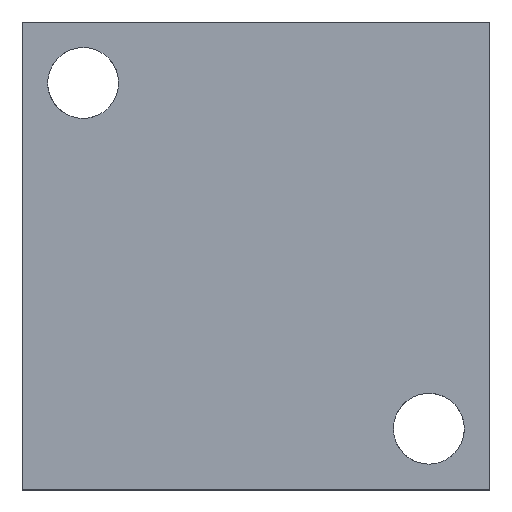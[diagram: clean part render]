
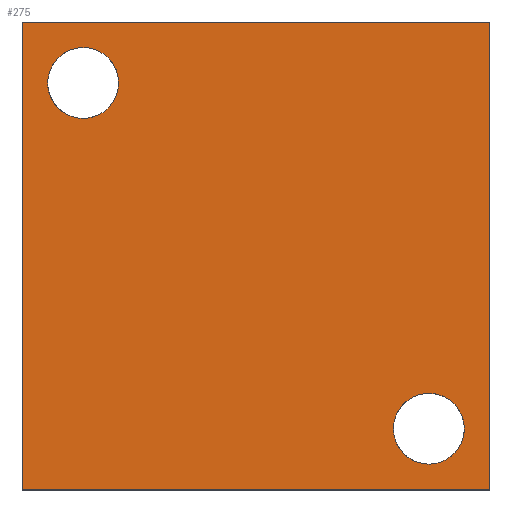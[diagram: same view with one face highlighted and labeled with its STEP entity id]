
A CAD part, top view. The second image highlights one B-rep face of the part: STEP entity #275.
In plain terms, the highlighted free-form (B-spline) face has degree [1, 1] with [2, 2] control points.
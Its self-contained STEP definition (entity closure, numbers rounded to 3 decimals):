
#21 = EDGE_CURVE('',#22,#22,#24,.T.);
#22 = VERTEX_POINT('',#23);
#23 = CARTESIAN_POINT('',(-142.163,117.985,135.393)
  );
#24 = ( BOUNDED_CURVE() B_SPLINE_CURVE(2,(#25,#26,#27,#28,#29,#30,#31),
.UNSPECIFIED.,.T.,.F.) B_SPLINE_CURVE_WITH_KNOTS((3,2,2,3),(
    3.142,5.236,7.33,9.425),
.PIECEWISE_BEZIER_KNOTS.) CURVE() GEOMETRIC_REPRESENTATION_ITEM() 
RATIONAL_B_SPLINE_CURVE((1.,0.5,1.,0.5,1.,0.5,1.)) REPRESENTATION_ITEM(
  '') );
#25 = CARTESIAN_POINT('',(-142.163,117.985,135.393)
  );
#26 = CARTESIAN_POINT('',(-142.163,159.862,135.393)
  );
#27 = CARTESIAN_POINT('',(-105.897,138.924,135.393
    ));
#28 = CARTESIAN_POINT('',(-69.631,117.985,135.393
    ));
#29 = CARTESIAN_POINT('',(-105.897,97.047,135.393)
  );
#30 = CARTESIAN_POINT('',(-142.163,76.109,135.393)
  );
#31 = CARTESIAN_POINT('',(-142.163,117.985,135.393)
  );
#73 = EDGE_CURVE('',#74,#74,#76,.T.);
#74 = VERTEX_POINT('',#75);
#75 = CARTESIAN_POINT('',(93.808,-117.985,135.393
    ));
#76 = ( BOUNDED_CURVE() B_SPLINE_CURVE(2,(#77,#78,#79,#80,#81,#82,#83),
.UNSPECIFIED.,.T.,.F.) B_SPLINE_CURVE_WITH_KNOTS((3,2,2,3),(
    3.142,5.236,7.33,9.425),
.PIECEWISE_BEZIER_KNOTS.) CURVE() GEOMETRIC_REPRESENTATION_ITEM() 
RATIONAL_B_SPLINE_CURVE((1.,0.5,1.,0.5,1.,0.5,1.)) REPRESENTATION_ITEM(
  '') );
#77 = CARTESIAN_POINT('',(93.808,-117.985,135.393
    ));
#78 = CARTESIAN_POINT('',(93.808,-76.109,135.393
    ));
#79 = CARTESIAN_POINT('',(130.074,-97.047,135.393
    ));
#80 = CARTESIAN_POINT('',(166.34,-117.985,135.393
    ));
#81 = CARTESIAN_POINT('',(130.074,-138.924,135.393)
  );
#82 = CARTESIAN_POINT('',(93.808,-159.862,135.393
    ));
#83 = CARTESIAN_POINT('',(93.808,-117.985,135.393
    ));
#275 = ADVANCED_FACE('',(#276,#306,#309),#312,.T.);
#276 = FACE_BOUND('',#277,.T.);
#277 = EDGE_LOOP('',(#278,#287,#294,#301));
#278 = ORIENTED_EDGE('',*,*,#279,.F.);
#279 = EDGE_CURVE('',#280,#282,#284,.T.);
#280 = VERTEX_POINT('',#281);
#281 = CARTESIAN_POINT('',(159.57,-159.57,
    135.393));
#282 = VERTEX_POINT('',#283);
#283 = CARTESIAN_POINT('',(-159.57,-159.57,
    135.393));
#284 = B_SPLINE_CURVE_WITH_KNOTS('',1,(#285,#286),.UNSPECIFIED.,.F.,.F.,
  (2,2),(0.,330.),.PIECEWISE_BEZIER_KNOTS.);
#285 = CARTESIAN_POINT('',(159.57,-159.57,
    135.393));
#286 = CARTESIAN_POINT('',(-159.57,-159.57,
    135.393));
#287 = ORIENTED_EDGE('',*,*,#288,.F.);
#288 = EDGE_CURVE('',#289,#280,#291,.T.);
#289 = VERTEX_POINT('',#290);
#290 = CARTESIAN_POINT('',(159.57,159.57,
    135.393));
#291 = B_SPLINE_CURVE_WITH_KNOTS('',1,(#292,#293),.UNSPECIFIED.,.F.,.F.,
  (2,2),(0.,330.),.PIECEWISE_BEZIER_KNOTS.);
#292 = CARTESIAN_POINT('',(159.57,159.57,
    135.393));
#293 = CARTESIAN_POINT('',(159.57,-159.57,
    135.393));
#294 = ORIENTED_EDGE('',*,*,#295,.F.);
#295 = EDGE_CURVE('',#296,#289,#298,.T.);
#296 = VERTEX_POINT('',#297);
#297 = CARTESIAN_POINT('',(-159.57,159.57,
    135.393));
#298 = B_SPLINE_CURVE_WITH_KNOTS('',1,(#299,#300),.UNSPECIFIED.,.F.,.F.,
  (2,2),(0.,330.),.PIECEWISE_BEZIER_KNOTS.);
#299 = CARTESIAN_POINT('',(-159.57,159.57,
    135.393));
#300 = CARTESIAN_POINT('',(159.57,159.57,
    135.393));
#301 = ORIENTED_EDGE('',*,*,#302,.F.);
#302 = EDGE_CURVE('',#282,#296,#303,.T.);
#303 = B_SPLINE_CURVE_WITH_KNOTS('',1,(#304,#305),.UNSPECIFIED.,.F.,.F.,
  (2,2),(0.,330.),.PIECEWISE_BEZIER_KNOTS.);
#304 = CARTESIAN_POINT('',(-159.57,-159.57,
    135.393));
#305 = CARTESIAN_POINT('',(-159.57,159.57,
    135.393));
#306 = FACE_BOUND('',#307,.T.);
#307 = EDGE_LOOP('',(#308));
#308 = ORIENTED_EDGE('',*,*,#21,.T.);
#309 = FACE_BOUND('',#310,.T.);
#310 = EDGE_LOOP('',(#311));
#311 = ORIENTED_EDGE('',*,*,#73,.T.);
#312 = B_SPLINE_SURFACE_WITH_KNOTS('',1,1,(
    (#313,#314)
    ,(#315,#316
    )),.UNSPECIFIED.,.F.,.F.,.F.,(2,2),(2,2),(-165.,165.),(-165.,165.),
  .PIECEWISE_BEZIER_KNOTS.);
#313 = CARTESIAN_POINT('',(-159.57,-159.57,
    135.393));
#314 = CARTESIAN_POINT('',(-159.57,159.57,
    135.393));
#315 = CARTESIAN_POINT('',(159.57,-159.57,
    135.393));
#316 = CARTESIAN_POINT('',(159.57,159.57,
    135.393));
